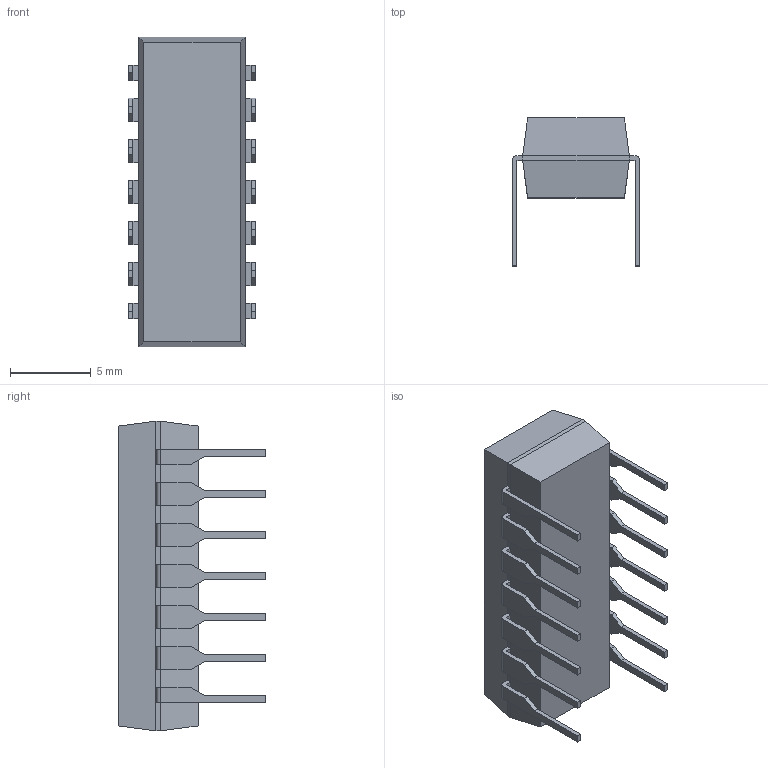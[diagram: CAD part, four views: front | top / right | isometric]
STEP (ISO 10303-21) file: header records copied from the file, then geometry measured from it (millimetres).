
FILE_DESCRIPTION (( 'STEP AP214' ), '1' );
FILE_NAME ('LS7366R.STEP', '2021-02-12T18:20:35', ( '' ), ( '' ), 'SwSTEP 2.0', 'SolidWorks 2017', '' );
FILE_SCHEMA (( 'AUTOMOTIVE_DESIGN' ));
Length unit declared in the file: inch
Products named in the file (1): LS7366R
Bounding box: 7.9 x 9.14 x 19.18 mm (x, y, z)
Volume: 612.7 mm3; surface area: 699.4 mm2
Topology: 16 solids, 16 shells, 213 faces, 530 edges, 350 vertices
Faces by surface type: plane 180, cylinder 33
Entity records: 6455 total; most frequent: CARTESIAN_POINT 1094, ORIENTED_EDGE 1060, DIRECTION 1024, EDGE_CURVE 530, LINE 464, VECTOR 464, VERTEX_POINT 350, AXIS2_PLACEMENT_3D 280
